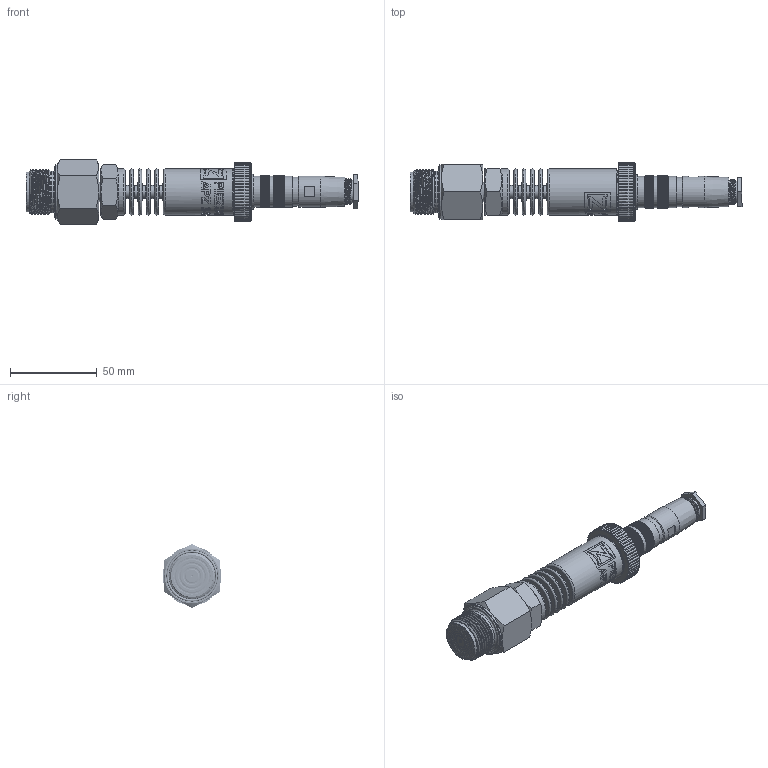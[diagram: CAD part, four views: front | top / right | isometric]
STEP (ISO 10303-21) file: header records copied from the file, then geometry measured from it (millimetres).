
FILE_DESCRIPTION(/* description */ (''),/* implementation_level */ '2;1');
FILE_NAME(/* name */ 'APZ3420m_G3''4DIN-flush_radiator_7.step',/* time_stamp */ '2021-07-06T15:37:41+03:00',/* author */ (''),/* organization */ (''),/* preprocessor_version */ 'ST-DEVELOPER v18.1',/* originating_system */ 'Autodesk Translation Framework v10.9.0.1377',/* authorisation */ '');
FILE_SCHEMA (('AUTOMOTIVE_DESIGN { 1 0 10303 214 3 1 1 }'));
Length unit declared in the file: millimetre
Products named in the file (8): АПЗ 3420м заполненная; G 1/4 EN Radiator; OMAL nut M27x1.5; Ш100.000.005; Binder 723 assembly; Binder 723 female; Binder 723 male; G3'4DIN diaphragm 23 v5 (1)
Assembly tree (6 placements, depth 3):
  АПЗ 3420м заполненная
    G 1/4 EN Radiator
    OMAL nut M27x1.5
    Ш100.000.005
    Binder 723 assembly
      Binder 723 female
      Binder 723 male
  G3'4DIN diaphragm 23 v5 (1)
Bounding box: 191.08 x 34 x 36.95 mm (x, y, z)
Volume: 87223 mm3; surface area: 35622.5 mm2
Topology: 10 solids, 10 shells, 3661 faces, 9288 edges, 6081 vertices
Faces by surface type: plane 2180, cylinder 654, bspline 482, cone 307, torus 38
Full cylindrical faces by diameter (mm): 1 x15, 1.5 x5, 2 x1, 3.3 x1, 4 x1, 5 x2, 5.1 x1, 7.5 x5, 8 x1, 9.5 x2, 10 x1, 11 x1, 11.445 x5, 11.8 x1, 12 x1, 13 x1, 13.157 x9, 13.5 x1, 13.741 x3, 14.884 x2, 15.044 x5, 15.2 x1, 15.908 x4, 16.8 x1, 17.044 x7, 17.283 x6, 17.6 x1, 17.908 x7, 18 x4, 18.124 x7
Entity records: 146580 total; most frequent: CARTESIAN_POINT 59244, ORIENTED_EDGE 18574, DIRECTION 18451, EDGE_CURVE 9287, AXIS2_PLACEMENT_3D 7955, VERTEX_POINT 6081, EDGE_LOOP 4106, ELLIPSE 3870
